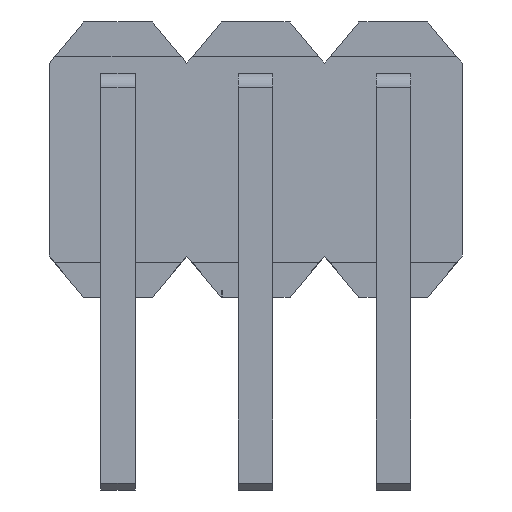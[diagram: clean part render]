
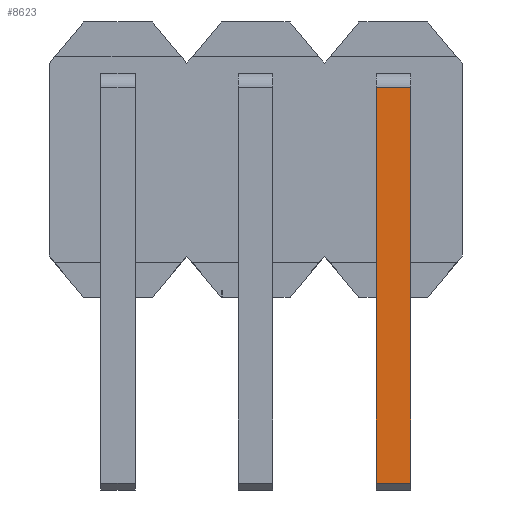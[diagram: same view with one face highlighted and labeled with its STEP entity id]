
A CAD part, front view. The second image highlights one B-rep face of the part: STEP entity #8623.
In plain terms, the highlighted face is planar.
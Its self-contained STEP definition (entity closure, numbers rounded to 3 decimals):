
#527=FACE_OUTER_BOUND('',#1027,.T.);
#1027=EDGE_LOOP('',(#6168,#6169,#6170,#6171));
#1790=LINE('',#12813,#2798);
#1792=LINE('',#12819,#2800);
#1793=LINE('',#12821,#2801);
#1794=LINE('',#12822,#2802);
#2798=VECTOR('',#10004,1.);
#2800=VECTOR('',#10010,1.);
#2801=VECTOR('',#10011,1.);
#2802=VECTOR('',#10012,1.);
#3875=VERTEX_POINT('',#12810);
#3876=VERTEX_POINT('',#12812);
#3878=VERTEX_POINT('',#12818);
#3879=VERTEX_POINT('',#12820);
#4780=EDGE_CURVE('',#3876,#3875,#1790,.T.);
#4783=EDGE_CURVE('',#3875,#3878,#1792,.T.);
#4784=EDGE_CURVE('',#3879,#3878,#1793,.T.);
#4785=EDGE_CURVE('',#3876,#3879,#1794,.T.);
#6168=ORIENTED_EDGE('',*,*,#4783,.T.);
#6169=ORIENTED_EDGE('',*,*,#4784,.F.);
#6170=ORIENTED_EDGE('',*,*,#4785,.F.);
#6171=ORIENTED_EDGE('',*,*,#4780,.T.);
#8249=PLANE('',#9156);
#8623=ADVANCED_FACE('',(#527),#8249,.F.);
#9156=AXIS2_PLACEMENT_3D('',#12817,#10008,#10009);
#10004=DIRECTION('',(1.,0.,0.));
#10008=DIRECTION('center_axis',(0.,-1.,0.));
#10009=DIRECTION('ref_axis',(0.,0.,-1.));
#10010=DIRECTION('',(0.,0.,-1.));
#10011=DIRECTION('',(1.,0.,0.));
#10012=DIRECTION('',(0.,0.,-1.));
#12810=CARTESIAN_POINT('',(-1.75,1.275,2.85));
#12812=CARTESIAN_POINT('',(-2.25,1.275,2.85));
#12813=CARTESIAN_POINT('',(-2.25,1.275,2.85));
#12817=CARTESIAN_POINT('Origin',(-2.25,1.275,2.85));
#12818=CARTESIAN_POINT('',(-1.75,1.275,-2.9));
#12819=CARTESIAN_POINT('',(-1.75,1.275,2.85));
#12820=CARTESIAN_POINT('',(-2.25,1.275,-2.9));
#12821=CARTESIAN_POINT('',(-2.25,1.275,-2.9));
#12822=CARTESIAN_POINT('',(-2.25,1.275,2.85));
